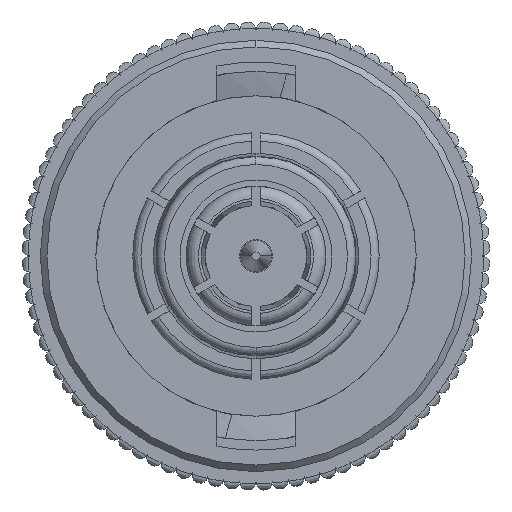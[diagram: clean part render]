
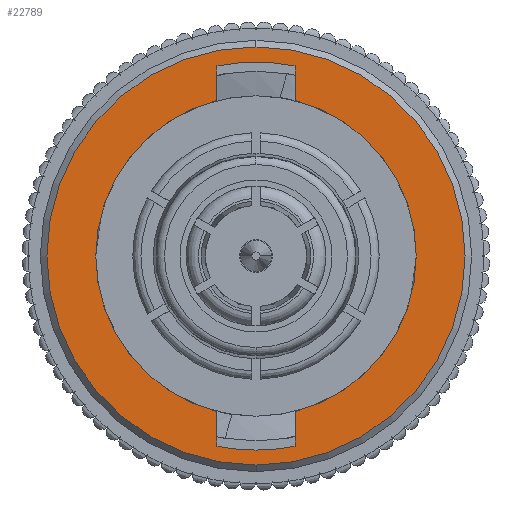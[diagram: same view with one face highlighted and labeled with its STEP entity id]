
A CAD part, left-side view. The second image highlights one B-rep face of the part: STEP entity #22789.
In plain terms, the highlighted face is planar.
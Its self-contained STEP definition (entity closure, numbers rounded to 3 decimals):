
#62 = CARTESIAN_POINT ( 'NONE',  ( 0., 0., 6.464 ) ) ;
#210 = DIRECTION ( 'NONE',  ( 0., 0., 1. ) ) ;
#222 = ORIENTED_EDGE ( 'NONE', *, *, #31163, .T. ) ;
#456 = CARTESIAN_POINT ( 'NONE',  ( 0., 0., -6.464 ) ) ;
#642 = ORIENTED_EDGE ( 'NONE', *, *, #15137, .F. ) ;
#674 = VERTEX_POINT ( 'NONE', #21355 ) ;
#1416 = DIRECTION ( 'NONE',  ( -1., 0., 0. ) ) ;
#1434 = CARTESIAN_POINT ( 'NONE',  ( 0., 4.953, 0. ) ) ;
#1478 = ORIENTED_EDGE ( 'NONE', *, *, #3550, .F. ) ;
#1757 = ORIENTED_EDGE ( 'NONE', *, *, #29001, .F. ) ;
#1794 = VECTOR ( 'NONE', #9293, 1000. ) ;
#1958 = LINE ( 'NONE', #21160, #10785 ) ;
#2108 = ORIENTED_EDGE ( 'NONE', *, *, #24043, .T. ) ;
#2494 = DIRECTION ( 'NONE',  ( 1., 0., 0. ) ) ;
#2805 = CARTESIAN_POINT ( 'NONE',  ( 0., 0., 0. ) ) ;
#3550 = EDGE_CURVE ( 'NONE', #6366, #30230, #14000, .T. ) ;
#3886 = FACE_BOUND ( 'NONE', #28199, .T. ) ;
#3947 = DIRECTION ( 'NONE',  ( 0., 0., 1. ) ) ;
#4902 = ORIENTED_EDGE ( 'NONE', *, *, #12576, .F. ) ;
#5657 = DIRECTION ( 'NONE',  ( 1., 0., 0. ) ) ;
#5765 = VERTEX_POINT ( 'NONE', #21077 ) ;
#6291 = FACE_OUTER_BOUND ( 'NONE', #25363, .T. ) ;
#6366 = VERTEX_POINT ( 'NONE', #12574 ) ;
#7023 = EDGE_CURVE ( 'NONE', #8773, #7794, #15598, .T. ) ;
#7340 = VERTEX_POINT ( 'NONE', #62 ) ;
#7395 = CIRCLE ( 'NONE', #29567, 6. ) ;
#7650 = CARTESIAN_POINT ( 'NONE',  ( 0., 0., 0. ) ) ;
#7794 = VERTEX_POINT ( 'NONE', #11033 ) ;
#8556 = CIRCLE ( 'NONE', #20938, 4.953 ) ;
#8773 = VERTEX_POINT ( 'NONE', #26163 ) ;
#8972 = CARTESIAN_POINT ( 'NONE',  ( 0., -1.207, 5.877 ) ) ;
#9293 = DIRECTION ( 'NONE',  ( 0., 0., -1. ) ) ;
#10074 = EDGE_CURVE ( 'NONE', #674, #6366, #1958, .T. ) ;
#10288 = VERTEX_POINT ( 'NONE', #17422 ) ;
#10477 = AXIS2_PLACEMENT_3D ( 'NONE', #14408, #26967, #22463 ) ;
#10488 = AXIS2_PLACEMENT_3D ( 'NONE', #16761, #1416, #26284 ) ;
#10649 = VERTEX_POINT ( 'NONE', #28392 ) ;
#10785 = VECTOR ( 'NONE', #23904, 1000. ) ;
#10815 = CARTESIAN_POINT ( 'NONE',  ( 0., 0., 0. ) ) ;
#11033 = CARTESIAN_POINT ( 'NONE',  ( 0., -1.207, -5.877 ) ) ;
#11241 = DIRECTION ( 'NONE',  ( 0., 0., -1. ) ) ;
#11708 = LINE ( 'NONE', #8972, #1794 ) ;
#12043 = CARTESIAN_POINT ( 'NONE',  ( 0., -1.206, 4.804 ) ) ;
#12059 = CIRCLE ( 'NONE', #28650, 6.464 ) ;
#12547 = CIRCLE ( 'NONE', #10488, 6.464 ) ;
#12574 = CARTESIAN_POINT ( 'NONE',  ( 0., 1.207, 5.877 ) ) ;
#12576 = EDGE_CURVE ( 'NONE', #16326, #7340, #12059, .T. ) ;
#12633 = DIRECTION ( 'NONE',  ( -1., 0., 0. ) ) ;
#12806 = CARTESIAN_POINT ( 'NONE',  ( 0., 0., 0. ) ) ;
#13228 = DIRECTION ( 'NONE',  ( 0., 0., 1. ) ) ;
#13724 = PLANE ( 'NONE',  #21984 ) ;
#14000 = CIRCLE ( 'NONE', #19645, 6. ) ;
#14408 = CARTESIAN_POINT ( 'NONE',  ( 0., 0., 0. ) ) ;
#15137 = EDGE_CURVE ( 'NONE', #10288, #25479, #11708, .T. ) ;
#15598 = LINE ( 'NONE', #25926, #31798 ) ;
#15721 = ORIENTED_EDGE ( 'NONE', *, *, #7023, .F. ) ;
#16147 = CIRCLE ( 'NONE', #10477, 4.953 ) ;
#16326 = VERTEX_POINT ( 'NONE', #456 ) ;
#16761 = CARTESIAN_POINT ( 'NONE',  ( 0., 0., 0. ) ) ;
#17322 = EDGE_CURVE ( 'NONE', #7340, #16326, #12547, .T. ) ;
#17422 = CARTESIAN_POINT ( 'NONE',  ( 0., -1.207, 5.877 ) ) ;
#18061 = CIRCLE ( 'NONE', #22097, 6. ) ;
#18710 = DIRECTION ( 'NONE',  ( 0., 0., 1. ) ) ;
#18979 = ORIENTED_EDGE ( 'NONE', *, *, #29749, .F. ) ;
#19645 = AXIS2_PLACEMENT_3D ( 'NONE', #12806, #27025, #19930 ) ;
#19885 = CARTESIAN_POINT ( 'NONE',  ( 0., 0., 6. ) ) ;
#19930 = DIRECTION ( 'NONE',  ( 0., 0., 1. ) ) ;
#20302 = EDGE_CURVE ( 'NONE', #7794, #10649, #18061, .T. ) ;
#20664 = DIRECTION ( 'NONE',  ( 0., 0., 1. ) ) ;
#20938 = AXIS2_PLACEMENT_3D ( 'NONE', #2805, #12633, #27475 ) ;
#21077 = CARTESIAN_POINT ( 'NONE',  ( 0., 1.207, -4.804 ) ) ;
#21132 = DIRECTION ( 'NONE',  ( -1., 0., 0. ) ) ;
#21160 = CARTESIAN_POINT ( 'NONE',  ( 0., 1.207, 5.877 ) ) ;
#21355 = CARTESIAN_POINT ( 'NONE',  ( 0., 1.207, 4.804 ) ) ;
#21984 = AXIS2_PLACEMENT_3D ( 'NONE', #1434, #21132, #18710 ) ;
#22097 = AXIS2_PLACEMENT_3D ( 'NONE', #25016, #5657, #13228 ) ;
#22463 = DIRECTION ( 'NONE',  ( 0., 0., 1. ) ) ;
#22789 = ADVANCED_FACE ( 'NONE', ( #6291, #3886 ), #13724, .F. ) ;
#23904 = DIRECTION ( 'NONE',  ( 0., 0., 1. ) ) ;
#24043 = EDGE_CURVE ( 'NONE', #674, #5765, #8556, .T. ) ;
#24900 = VECTOR ( 'NONE', #3947, 1000. ) ;
#25016 = CARTESIAN_POINT ( 'NONE',  ( 0., 0., 0. ) ) ;
#25363 = EDGE_LOOP ( 'NONE', ( #30656, #4902 ) ) ;
#25479 = VERTEX_POINT ( 'NONE', #12043 ) ;
#25926 = CARTESIAN_POINT ( 'NONE',  ( 0., -1.207, -5.877 ) ) ;
#26163 = CARTESIAN_POINT ( 'NONE',  ( 0., -1.207, -4.804 ) ) ;
#26193 = LINE ( 'NONE', #26671, #24900 ) ;
#26284 = DIRECTION ( 'NONE',  ( 0., 0., 1. ) ) ;
#26671 = CARTESIAN_POINT ( 'NONE',  ( 0., 1.207, -5.877 ) ) ;
#26967 = DIRECTION ( 'NONE',  ( -1., 0., 0. ) ) ;
#27025 = DIRECTION ( 'NONE',  ( 1., 0., 0. ) ) ;
#27475 = DIRECTION ( 'NONE',  ( 0., 0., 1. ) ) ;
#28199 = EDGE_LOOP ( 'NONE', ( #222, #642, #18979, #1478, #29297, #2108, #1757, #30344, #15721 ) ) ;
#28392 = CARTESIAN_POINT ( 'NONE',  ( 0., 1.207, -5.877 ) ) ;
#28650 = AXIS2_PLACEMENT_3D ( 'NONE', #10815, #30212, #20664 ) ;
#29001 = EDGE_CURVE ( 'NONE', #10649, #5765, #26193, .T. ) ;
#29297 = ORIENTED_EDGE ( 'NONE', *, *, #10074, .F. ) ;
#29567 = AXIS2_PLACEMENT_3D ( 'NONE', #7650, #2494, #210 ) ;
#29749 = EDGE_CURVE ( 'NONE', #30230, #10288, #7395, .T. ) ;
#30212 = DIRECTION ( 'NONE',  ( -1., 0., 0. ) ) ;
#30230 = VERTEX_POINT ( 'NONE', #19885 ) ;
#30344 = ORIENTED_EDGE ( 'NONE', *, *, #20302, .F. ) ;
#30656 = ORIENTED_EDGE ( 'NONE', *, *, #17322, .F. ) ;
#31163 = EDGE_CURVE ( 'NONE', #8773, #25479, #16147, .T. ) ;
#31798 = VECTOR ( 'NONE', #11241, 1000. ) ;
